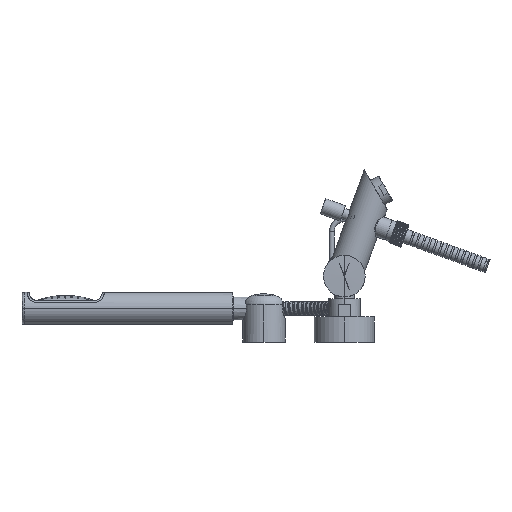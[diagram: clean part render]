
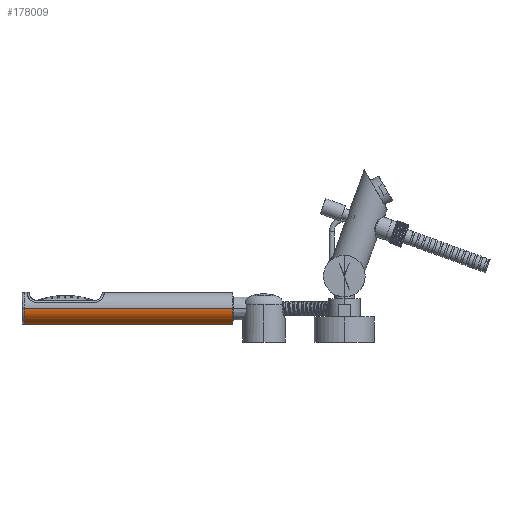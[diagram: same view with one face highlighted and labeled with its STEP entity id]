
A CAD part, left-side view. The second image highlights one B-rep face of the part: STEP entity #178009.
In plain terms, the highlighted cylindrical face has radius 16 mm (diameter 32 mm), a partial arc.
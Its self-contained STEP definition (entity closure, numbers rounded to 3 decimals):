
#171237=CARTESIAN_POINT('',(275.,111.,-32.25));
#171238=DIRECTION('',(0.,1.,0.));
#171239=DIRECTION('',(1.,0.,0.));
#171240=AXIS2_PLACEMENT_3D('',#171237,#171238,#171239);
#171257=CARTESIAN_POINT('',(275.,319.,-32.25));
#171258=DIRECTION('',(0.,1.,0.));
#171259=DIRECTION('',(1.,0.,0.));
#171260=AXIS2_PLACEMENT_3D('',#171257,#171258,#171259);
#171262=DIRECTION('',(0.,1.,0.));
#171263=VECTOR('',#171262,208.);
#171264=CARTESIAN_POINT('',(291.,111.,-32.25));
#171265=LINE('',#171264,#171263);
#171291=DIRECTION('',(0.,1.,0.));
#171292=VECTOR('',#171291,208.);
#171293=CARTESIAN_POINT('',(259.,111.,-32.25));
#171294=LINE('',#171293,#171292);
#177307=CARTESIAN_POINT('',(291.,111.,-32.25));
#177308=CARTESIAN_POINT('',(259.,111.,-32.25));
#177309=VERTEX_POINT('',#177307);
#177310=VERTEX_POINT('',#177308);
#177323=CARTESIAN_POINT('',(259.,319.,-32.25));
#177324=CARTESIAN_POINT('',(291.,319.,-32.25));
#177325=VERTEX_POINT('',#177323);
#177326=VERTEX_POINT('',#177324);
#177995=CARTESIAN_POINT('',(275.,111.,-32.25));
#177996=DIRECTION('',(0.,1.,0.));
#177997=DIRECTION('',(1.,0.,0.));
#177998=AXIS2_PLACEMENT_3D('',#177995,#177996,#177997);
#177999=CYLINDRICAL_SURFACE('',#177998,16.);
#178001=ORIENTED_EDGE('',*,*,#178000,.T.);
#178003=ORIENTED_EDGE('',*,*,#178002,.F.);
#178004=ORIENTED_EDGE('',*,*,#177976,.F.);
#178006=ORIENTED_EDGE('',*,*,#178005,.T.);
#178007=EDGE_LOOP('',(#178001,#178003,#178004,#178006));
#178008=FACE_OUTER_BOUND('',#178007,.F.);
#178009=ADVANCED_FACE('',(#178008),#177999,.T.);
#171241=CIRCLE('',#171240,16.);
#171261=CIRCLE('',#171260,16.);
#177976=EDGE_CURVE('',#177309,#177310,#171241,.T.);
#178000=EDGE_CURVE('',#177326,#177325,#171261,.T.);
#178002=EDGE_CURVE('',#177310,#177325,#171294,.T.);
#178005=EDGE_CURVE('',#177309,#177326,#171265,.T.);
